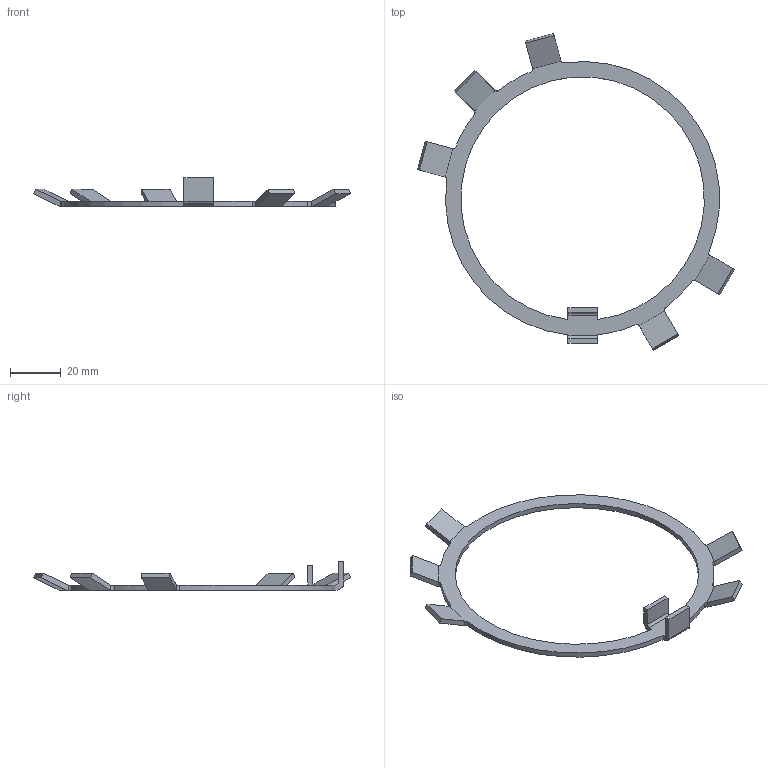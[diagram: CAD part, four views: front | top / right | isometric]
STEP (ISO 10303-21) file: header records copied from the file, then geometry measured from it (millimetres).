
FILE_DESCRIPTION(('STEP AP242'), '1');
FILE_NAME('11. Øàéáà (äëÿ çàêðåïëåíèÿ ãàéêè ðîòîðà)', '', ('UNSPECIFIED'), ('UNSPECIFIED'), 'C3D Converter', 'C3D Toolkit', '');
FILE_SCHEMA(('AP242_MANAGED_MODEL_BASED_3D_ENGINEERING_MIM_LF { 1 0 10303 442 1 1 4 }'));
Length unit declared in the file: millimetre
Assembly tree (1 placements, depth 2):
  (unnamed)
    (unnamed)
Bounding box: 124.85 x 124.85 x 11.42 mm (x, y, z)
Volume: 5838.3 mm3; surface area: 7462.2 mm2
Topology: 1 solids, 1 shells, 61 faces, 177 edges, 118 vertices
Faces by surface type: plane 39, cylinder 22
Entity records: 2109 total; most frequent: CARTESIAN_POINT 388, ORIENTED_EDGE 354, DIRECTION 337, EDGE_CURVE 177, LINE 123, VECTOR 123, VERTEX_POINT 118, AXIS2_PLACEMENT_3D 107
